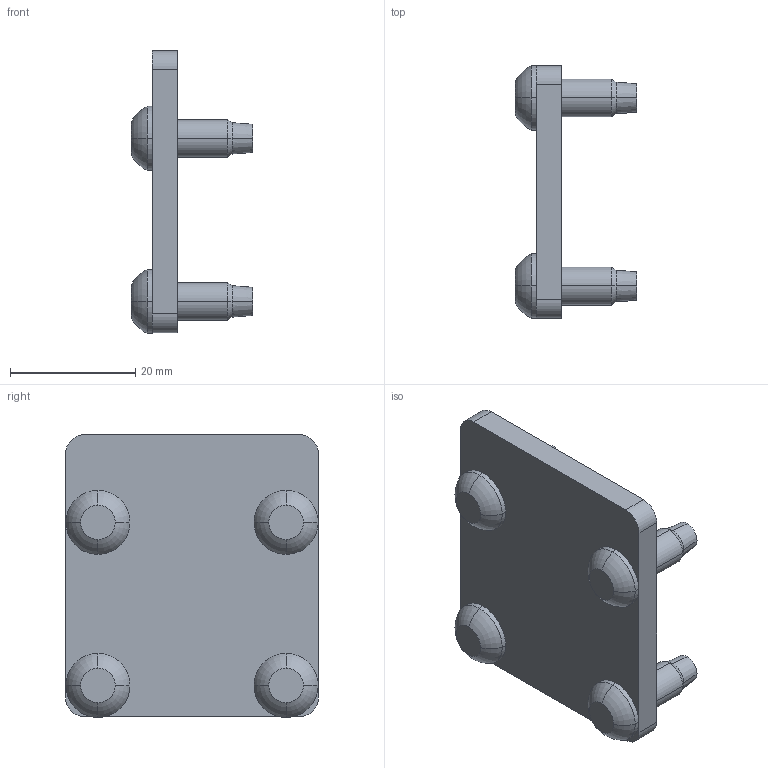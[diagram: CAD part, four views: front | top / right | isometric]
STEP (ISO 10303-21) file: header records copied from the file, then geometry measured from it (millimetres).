
FILE_DESCRIPTION(('STEP AP214'),'1');
FILE_NAME('cctmp_328F0984-7DC4-4458-AFDB-9B6E8B5F7DBB_2020_1_13_16_51_26_805..stp','2020-01-13T15:51:26',('Bosch Rexroth AG'),('CADClick - www.CADClick.com'),'Spatial InterOp 3D',' ','unknown authorization - (Healing Option Enabled)');
FILE_SCHEMA(('AUTOMOTIVE_DESIGN'));
Length unit declared in the file: millimetre
Products named in the file (1): 2020_01_13__16-51-26-805
Bounding box: 19.3 x 40.3 x 45.1 mm (x, y, z)
Volume: 9168.4 mm3; surface area: 5957.8 mm2
Topology: 1 solids, 1 shells, 144 faces, 312 edges, 180 vertices
Faces by surface type: cylinder 60, cone 48, plane 20, torus 16
Entity records: 5596 total; most frequent: DIRECTION 790, CARTESIAN_POINT 637, ORIENTED_EDGE 624, AXIS2_PLACEMENT_3D 333, EDGE_CURVE 312, PRESENTATION_STYLE_ASSIGNMENT 272, COLOUR_RGB 272, CIRCLE 188
